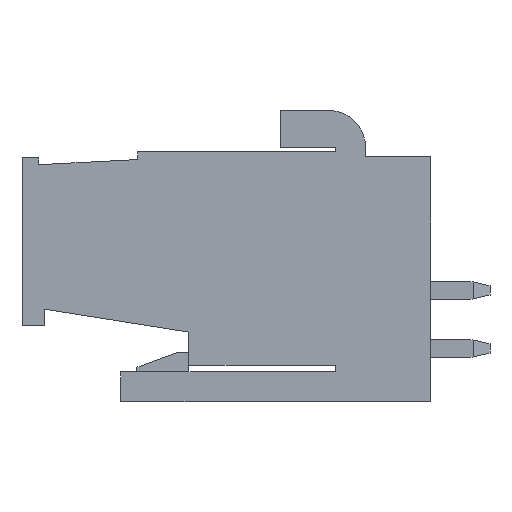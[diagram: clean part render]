
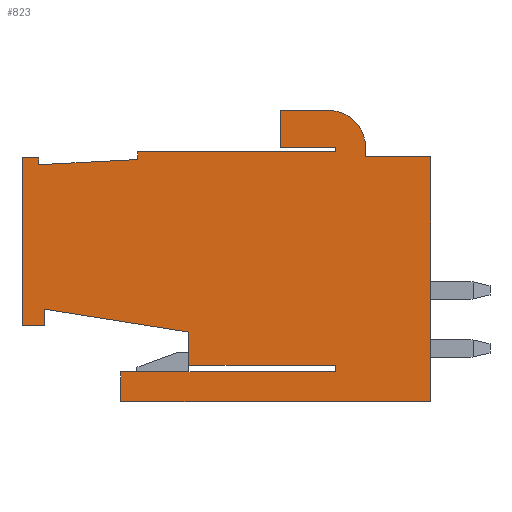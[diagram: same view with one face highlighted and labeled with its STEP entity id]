
A CAD part, left-side view. The second image highlights one B-rep face of the part: STEP entity #823.
In plain terms, the highlighted planar face has unit normal (-1, 0, 0).
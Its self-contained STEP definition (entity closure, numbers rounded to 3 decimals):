
#351=AXIS2_PLACEMENT_3D('Circle Axis2P3D',#349,#350,$) ;
#721=AXIS2_PLACEMENT_3D('Plane Axis2P3D',#718,#719,#720) ;
#40=CARTESIAN_POINT('Vertex',(-14.615,0.,13.2)) ;
#45=CARTESIAN_POINT('Line Origine',(-14.615,-1.755,13.2)) ;
#49=CARTESIAN_POINT('Vertex',(-14.615,-3.51,13.2)) ;
#136=CARTESIAN_POINT('Vertex',(-14.615,0.,13.7)) ;
#139=CARTESIAN_POINT('Line Origine',(-14.615,0.,13.45)) ;
#346=CARTESIAN_POINT('Vertex',(-14.615,2.,15.7)) ;
#349=CARTESIAN_POINT('Axis2P3D Location',(-14.615,2.,13.7)) ;
#377=CARTESIAN_POINT('Vertex',(-14.615,4.6,15.7)) ;
#380=CARTESIAN_POINT('Line Origine',(-14.615,3.3,15.7)) ;
#408=CARTESIAN_POINT('Vertex',(-14.615,4.6,13.7)) ;
#411=CARTESIAN_POINT('Line Origine',(-14.615,4.6,14.7)) ;
#439=CARTESIAN_POINT('Vertex',(-14.615,1.63,13.7)) ;
#442=CARTESIAN_POINT('Line Origine',(-14.615,3.115,13.7)) ;
#472=CARTESIAN_POINT('Vertex',(-14.615,1.63,1.6)) ;
#475=CARTESIAN_POINT('Line Origine',(-14.615,1.63,1.773)) ;
#479=CARTESIAN_POINT('Vertex',(-14.615,1.63,1.947)) ;
#494=CARTESIAN_POINT('Line Origine',(-14.615,1.63,13.588)) ;
#498=CARTESIAN_POINT('Vertex',(-14.615,1.63,13.477)) ;
#536=CARTESIAN_POINT('Vertex',(-14.615,13.2,1.6)) ;
#539=CARTESIAN_POINT('Line Origine',(-14.615,7.415,1.6)) ;
#601=CARTESIAN_POINT('Vertex',(-14.615,13.2,0.)) ;
#604=CARTESIAN_POINT('Line Origine',(-14.615,13.2,0.8)) ;
#625=CARTESIAN_POINT('Vertex',(-14.615,-3.51,0.)) ;
#630=CARTESIAN_POINT('Line Origine',(-14.615,4.845,0.)) ;
#684=CARTESIAN_POINT('Line Origine',(-14.615,-3.51,6.6)) ;
#718=CARTESIAN_POINT('Axis2P3D Location',(-14.615,0.,0.)) ;
#723=CARTESIAN_POINT('Line Origine',(-14.615,6.965,13.477)) ;
#727=CARTESIAN_POINT('Vertex',(-14.615,12.3,13.477)) ;
#730=CARTESIAN_POINT('Line Origine',(-14.615,12.3,13.264)) ;
#734=CARTESIAN_POINT('Vertex',(-14.615,12.3,13.052)) ;
#737=CARTESIAN_POINT('Line Origine',(-14.615,14.965,12.912)) ;
#741=CARTESIAN_POINT('Vertex',(-14.615,17.63,12.772)) ;
#744=CARTESIAN_POINT('Line Origine',(-14.615,17.63,12.96)) ;
#748=CARTESIAN_POINT('Vertex',(-14.615,17.63,13.147)) ;
#751=CARTESIAN_POINT('Line Origine',(-14.615,18.08,13.147)) ;
#755=CARTESIAN_POINT('Vertex',(-14.615,18.53,13.147)) ;
#758=CARTESIAN_POINT('Line Origine',(-14.615,18.53,8.612)) ;
#762=CARTESIAN_POINT('Vertex',(-14.615,18.53,4.077)) ;
#765=CARTESIAN_POINT('Line Origine',(-14.615,17.93,4.077)) ;
#769=CARTESIAN_POINT('Vertex',(-14.615,17.33,4.077)) ;
#772=CARTESIAN_POINT('Line Origine',(-14.615,17.33,4.529)) ;
#776=CARTESIAN_POINT('Vertex',(-14.615,17.33,4.982)) ;
#779=CARTESIAN_POINT('Line Origine',(-14.615,13.43,4.364)) ;
#783=CARTESIAN_POINT('Vertex',(-14.615,9.53,3.747)) ;
#786=CARTESIAN_POINT('Line Origine',(-14.615,9.53,2.847)) ;
#790=CARTESIAN_POINT('Vertex',(-14.615,9.53,1.947)) ;
#793=CARTESIAN_POINT('Line Origine',(-14.615,5.58,1.947)) ;
#46=DIRECTION('Vector Direction',(0.,-1.,0.)) ;
#140=DIRECTION('Vector Direction',(0.,0.,-1.)) ;
#350=DIRECTION('Axis2P3D Direction',(-1.,0.,0.)) ;
#381=DIRECTION('Vector Direction',(0.,-1.,0.)) ;
#412=DIRECTION('Vector Direction',(0.,0.,1.)) ;
#443=DIRECTION('Vector Direction',(0.,1.,0.)) ;
#476=DIRECTION('Vector Direction',(0.,0.,1.)) ;
#495=DIRECTION('Vector Direction',(0.,0.,1.)) ;
#540=DIRECTION('Vector Direction',(0.,-1.,0.)) ;
#605=DIRECTION('Vector Direction',(0.,0.,1.)) ;
#631=DIRECTION('Vector Direction',(0.,1.,0.)) ;
#685=DIRECTION('Vector Direction',(0.,0.,-1.)) ;
#719=DIRECTION('Axis2P3D Direction',(-1.,0.,0.)) ;
#720=DIRECTION('Axis2P3D XDirection',(0.,-1.,0.)) ;
#724=DIRECTION('Vector Direction',(0.,-1.,0.)) ;
#731=DIRECTION('Vector Direction',(0.,0.,-1.)) ;
#738=DIRECTION('Vector Direction',(0.,0.999,-0.052)) ;
#745=DIRECTION('Vector Direction',(0.,0.,-1.)) ;
#752=DIRECTION('Vector Direction',(0.,-1.,0.)) ;
#759=DIRECTION('Vector Direction',(0.,0.,1.)) ;
#766=DIRECTION('Vector Direction',(0.,1.,0.)) ;
#773=DIRECTION('Vector Direction',(0.,0.,-1.)) ;
#780=DIRECTION('Vector Direction',(0.,0.988,0.156)) ;
#787=DIRECTION('Vector Direction',(0.,0.,1.)) ;
#794=DIRECTION('Vector Direction',(0.,-1.,0.)) ;
#47=VECTOR('Line Direction',#46,1.) ;
#141=VECTOR('Line Direction',#140,1.) ;
#382=VECTOR('Line Direction',#381,1.) ;
#413=VECTOR('Line Direction',#412,1.) ;
#444=VECTOR('Line Direction',#443,1.) ;
#477=VECTOR('Line Direction',#476,1.) ;
#496=VECTOR('Line Direction',#495,1.) ;
#541=VECTOR('Line Direction',#540,1.) ;
#606=VECTOR('Line Direction',#605,1.) ;
#632=VECTOR('Line Direction',#631,1.) ;
#686=VECTOR('Line Direction',#685,1.) ;
#725=VECTOR('Line Direction',#724,1.) ;
#732=VECTOR('Line Direction',#731,1.) ;
#739=VECTOR('Line Direction',#738,1.) ;
#746=VECTOR('Line Direction',#745,1.) ;
#753=VECTOR('Line Direction',#752,1.) ;
#760=VECTOR('Line Direction',#759,1.) ;
#767=VECTOR('Line Direction',#766,1.) ;
#774=VECTOR('Line Direction',#773,1.) ;
#781=VECTOR('Line Direction',#780,1.) ;
#788=VECTOR('Line Direction',#787,1.) ;
#795=VECTOR('Line Direction',#794,1.) ;
#799=ORIENTED_EDGE('',*,*,#51,.T.) ;
#800=ORIENTED_EDGE('',*,*,#143,.T.) ;
#801=ORIENTED_EDGE('',*,*,#353,.T.) ;
#802=ORIENTED_EDGE('',*,*,#384,.T.) ;
#803=ORIENTED_EDGE('',*,*,#415,.T.) ;
#804=ORIENTED_EDGE('',*,*,#446,.T.) ;
#805=ORIENTED_EDGE('',*,*,#500,.T.) ;
#806=ORIENTED_EDGE('',*,*,#729,.F.) ;
#807=ORIENTED_EDGE('',*,*,#736,.F.) ;
#808=ORIENTED_EDGE('',*,*,#743,.F.) ;
#809=ORIENTED_EDGE('',*,*,#750,.F.) ;
#810=ORIENTED_EDGE('',*,*,#757,.F.) ;
#811=ORIENTED_EDGE('',*,*,#764,.F.) ;
#812=ORIENTED_EDGE('',*,*,#771,.F.) ;
#813=ORIENTED_EDGE('',*,*,#778,.F.) ;
#814=ORIENTED_EDGE('',*,*,#785,.F.) ;
#815=ORIENTED_EDGE('',*,*,#792,.F.) ;
#816=ORIENTED_EDGE('',*,*,#797,.F.) ;
#817=ORIENTED_EDGE('',*,*,#481,.T.) ;
#818=ORIENTED_EDGE('',*,*,#543,.T.) ;
#819=ORIENTED_EDGE('',*,*,#608,.T.) ;
#820=ORIENTED_EDGE('',*,*,#634,.T.) ;
#821=ORIENTED_EDGE('',*,*,#688,.T.) ;
#823=ADVANCED_FACE('PartBody',(#822),#722,.T.) ;
#352=CIRCLE('generated circle',#351,2.) ;
#51=EDGE_CURVE('',#50,#41,#48,.F.) ;
#143=EDGE_CURVE('',#41,#137,#142,.F.) ;
#353=EDGE_CURVE('',#137,#347,#352,.T.) ;
#384=EDGE_CURVE('',#347,#378,#383,.F.) ;
#415=EDGE_CURVE('',#378,#409,#414,.F.) ;
#446=EDGE_CURVE('',#409,#440,#445,.F.) ;
#481=EDGE_CURVE('',#480,#473,#478,.F.) ;
#500=EDGE_CURVE('',#440,#499,#497,.F.) ;
#543=EDGE_CURVE('',#473,#537,#542,.F.) ;
#608=EDGE_CURVE('',#537,#602,#607,.F.) ;
#634=EDGE_CURVE('',#602,#626,#633,.F.) ;
#688=EDGE_CURVE('',#626,#50,#687,.F.) ;
#729=EDGE_CURVE('',#728,#499,#726,.T.) ;
#736=EDGE_CURVE('',#735,#728,#733,.F.) ;
#743=EDGE_CURVE('',#742,#735,#740,.F.) ;
#750=EDGE_CURVE('',#749,#742,#747,.T.) ;
#757=EDGE_CURVE('',#756,#749,#754,.T.) ;
#764=EDGE_CURVE('',#763,#756,#761,.T.) ;
#771=EDGE_CURVE('',#770,#763,#768,.T.) ;
#778=EDGE_CURVE('',#777,#770,#775,.T.) ;
#785=EDGE_CURVE('',#784,#777,#782,.T.) ;
#792=EDGE_CURVE('',#791,#784,#789,.T.) ;
#797=EDGE_CURVE('',#480,#791,#796,.F.) ;
#798=EDGE_LOOP('',(#799,#800,#801,#802,#803,#804,#805,#806,#807,#808,#809,#810,#811,#812,#813,#814,#815,#816,#817,#818,#819,#820,#821)) ;
#822=FACE_OUTER_BOUND('',#798,.T.) ;
#48=LINE('Line',#45,#47) ;
#142=LINE('Line',#139,#141) ;
#383=LINE('Line',#380,#382) ;
#414=LINE('Line',#411,#413) ;
#445=LINE('Line',#442,#444) ;
#478=LINE('Line',#475,#477) ;
#497=LINE('Line',#494,#496) ;
#542=LINE('Line',#539,#541) ;
#607=LINE('Line',#604,#606) ;
#633=LINE('Line',#630,#632) ;
#687=LINE('Line',#684,#686) ;
#726=LINE('Line',#723,#725) ;
#733=LINE('Line',#730,#732) ;
#740=LINE('Line',#737,#739) ;
#747=LINE('Line',#744,#746) ;
#754=LINE('Line',#751,#753) ;
#761=LINE('Line',#758,#760) ;
#768=LINE('Line',#765,#767) ;
#775=LINE('Line',#772,#774) ;
#782=LINE('Line',#779,#781) ;
#789=LINE('Line',#786,#788) ;
#796=LINE('Line',#793,#795) ;
#722=PLANE('',#721) ;
#41=VERTEX_POINT('',#40) ;
#50=VERTEX_POINT('',#49) ;
#137=VERTEX_POINT('',#136) ;
#347=VERTEX_POINT('',#346) ;
#378=VERTEX_POINT('',#377) ;
#409=VERTEX_POINT('',#408) ;
#440=VERTEX_POINT('',#439) ;
#473=VERTEX_POINT('',#472) ;
#480=VERTEX_POINT('',#479) ;
#499=VERTEX_POINT('',#498) ;
#537=VERTEX_POINT('',#536) ;
#602=VERTEX_POINT('',#601) ;
#626=VERTEX_POINT('',#625) ;
#728=VERTEX_POINT('',#727) ;
#735=VERTEX_POINT('',#734) ;
#742=VERTEX_POINT('',#741) ;
#749=VERTEX_POINT('',#748) ;
#756=VERTEX_POINT('',#755) ;
#763=VERTEX_POINT('',#762) ;
#770=VERTEX_POINT('',#769) ;
#777=VERTEX_POINT('',#776) ;
#784=VERTEX_POINT('',#783) ;
#791=VERTEX_POINT('',#790) ;
